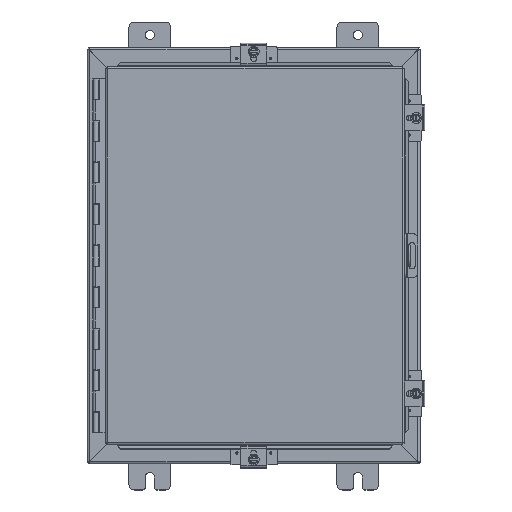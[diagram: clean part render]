
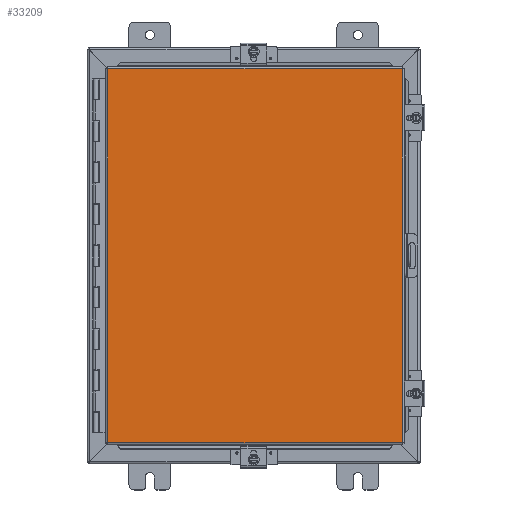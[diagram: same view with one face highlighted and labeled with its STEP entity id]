
A CAD part, top view. The second image highlights one B-rep face of the part: STEP entity #33209.
In plain terms, the highlighted face is planar.
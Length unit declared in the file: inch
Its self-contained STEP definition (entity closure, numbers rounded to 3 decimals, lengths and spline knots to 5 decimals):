
#125 = ORIENTED_EDGE ( 'NONE', *, *, #1057, .T. ) ;
#1057 = EDGE_CURVE ( 'NONE', #34344, #29016, #27468, .T. ) ;
#1998 = CARTESIAN_POINT ( 'NONE',  ( 0., 0., 0. ) ) ;
#4038 = VECTOR ( 'NONE', #15543, 39.37008 ) ;
#4924 = DIRECTION ( 'NONE',  ( 1., 0., 0. ) ) ;
#5184 = EDGE_CURVE ( 'NONE', #33325, #14722, #10782, .T. ) ;
#7413 = LINE ( 'NONE', #10404, #29050 ) ;
#8287 = CARTESIAN_POINT ( 'NONE',  ( -7.08225, -8.9885, 0. ) ) ;
#8735 = ORIENTED_EDGE ( 'NONE', *, *, #18277, .T. ) ;
#10404 = CARTESIAN_POINT ( 'NONE',  ( 7.08225, 4.49425, 0. ) ) ;
#10437 = FACE_OUTER_BOUND ( 'NONE', #14004, .T. ) ;
#10782 = LINE ( 'NONE', #14936, #18608 ) ;
#11126 = CARTESIAN_POINT ( 'NONE',  ( -7.08225, 8.9885, 0. ) ) ;
#11420 = CARTESIAN_POINT ( 'NONE',  ( -7.08225, -4.49425, 0. ) ) ;
#12037 = ORIENTED_EDGE ( 'NONE', *, *, #5184, .T. ) ;
#13383 = DIRECTION ( 'NONE',  ( 0., -1., 0. ) ) ;
#14004 = EDGE_LOOP ( 'NONE', ( #26651, #125, #8735, #12037 ) ) ;
#14722 = VERTEX_POINT ( 'NONE', #8287 ) ;
#14936 = CARTESIAN_POINT ( 'NONE',  ( 3.54113, -8.9885, 0. ) ) ;
#15014 = DIRECTION ( 'NONE',  ( -1., 0., 0. ) ) ;
#15506 = CARTESIAN_POINT ( 'NONE',  ( -3.59375, 8.9885, 0. ) ) ;
#15543 = DIRECTION ( 'NONE',  ( 1., 0., 0. ) ) ;
#16894 = CARTESIAN_POINT ( 'NONE',  ( 7.08225, -8.9885, 0. ) ) ;
#18277 = EDGE_CURVE ( 'NONE', #29016, #33325, #7413, .T. ) ;
#18608 = VECTOR ( 'NONE', #15014, 39.37008 ) ;
#19069 = AXIS2_PLACEMENT_3D ( 'NONE', #1998, #22487, #4924 ) ;
#19683 = LINE ( 'NONE', #11420, #35498 ) ;
#20049 = CARTESIAN_POINT ( 'NONE',  ( 7.08225, 8.9885, 0. ) ) ;
#22487 = DIRECTION ( 'NONE',  ( 0., 0., 1. ) ) ;
#26651 = ORIENTED_EDGE ( 'NONE', *, *, #32224, .T. ) ;
#27468 = LINE ( 'NONE', #15506, #4038 ) ;
#29016 = VERTEX_POINT ( 'NONE', #20049 ) ;
#29050 = VECTOR ( 'NONE', #13383, 39.37008 ) ;
#32131 = DIRECTION ( 'NONE',  ( 0., 1., 0. ) ) ;
#32224 = EDGE_CURVE ( 'NONE', #14722, #34344, #19683, .T. ) ;
#33209 = ADVANCED_FACE ( 'NONE', ( #10437 ), #34270, .F. ) ;
#33325 = VERTEX_POINT ( 'NONE', #16894 ) ;
#34270 = PLANE ( 'NONE',  #19069 ) ;
#34344 = VERTEX_POINT ( 'NONE', #11126 ) ;
#35498 = VECTOR ( 'NONE', #32131, 39.37008 ) ;
